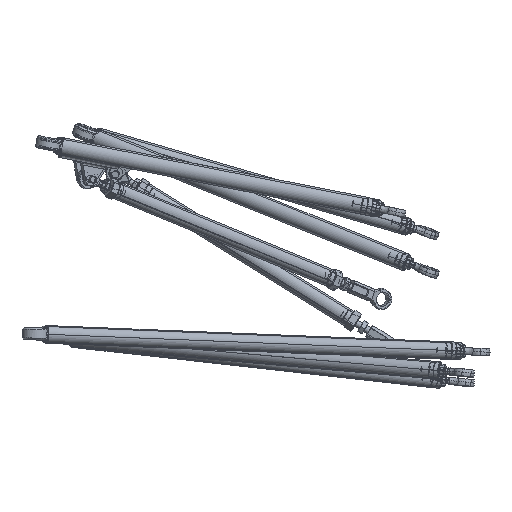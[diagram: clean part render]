
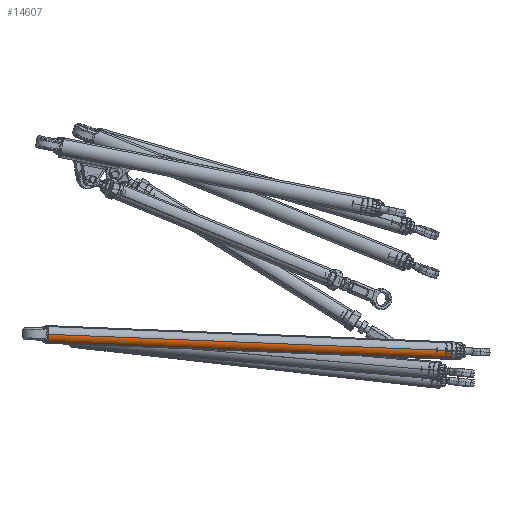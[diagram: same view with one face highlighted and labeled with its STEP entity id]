
A CAD part, front view. The second image highlights one B-rep face of the part: STEP entity #14607.
In plain terms, the highlighted cylindrical face has radius 7.938 mm (diameter 15.875 mm), a partial arc.
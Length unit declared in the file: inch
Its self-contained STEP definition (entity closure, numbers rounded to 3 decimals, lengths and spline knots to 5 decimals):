
#117 = CARTESIAN_POINT ( 'NONE',  ( -23.66303, -60.28238, 4.40213 ) ) ;
#268 = CARTESIAN_POINT ( 'NONE',  ( -23.64582, -60.52765, 4.44622 ) ) ;
#391 = VERTEX_POINT ( 'NONE', #10063 ) ;
#765 = CARTESIAN_POINT ( 'NONE',  ( -23.69531, -60.6789, 4.7105 ) ) ;
#773 = CARTESIAN_POINT ( 'NONE',  ( -22.26911, -59.81155, 4.52973 ) ) ;
#790 = CARTESIAN_POINT ( 'NONE',  ( -23.69594, -60.67901, 4.69671 ) ) ;
#1630 = CARTESIAN_POINT ( 'NONE',  ( -25.58027, -61.01734, 4.78674 ) ) ;
#1993 = CYLINDRICAL_SURFACE ( 'NONE', #17048, 0.3125 ) ;
#2076 = VERTEX_POINT ( 'NONE', #16904 ) ;
#2087 = CARTESIAN_POINT ( 'NONE',  ( -22.15043, -59.77207, 4.58471 ) ) ;
#2185 = CARTESIAN_POINT ( 'NONE',  ( -22.30038, -59.82202, 4.51999 ) ) ;
#2226 = EDGE_CURVE ( 'NONE', #7323, #16802, #11387, .T. ) ;
#2400 =( BOUNDED_CURVE ( )  B_SPLINE_CURVE ( 3, ( #19422, #7263, #2538, #10469 ),
 .UNSPECIFIED., .F., .T. ) 
 B_SPLINE_CURVE_WITH_KNOTS ( ( 4, 4 ),
 ( 1.79639, 2.67502 ),
 .UNSPECIFIED. ) 
 CURVE ( )  GEOMETRIC_REPRESENTATION_ITEM ( )  RATIONAL_B_SPLINE_CURVE ( ( 1., 0.937, 0.937, 1. ) ) 
 REPRESENTATION_ITEM ( '' )  );
#2444 = DIRECTION ( 'NONE',  ( -0.177, 0.984, 0. ) ) ;
#2538 = CARTESIAN_POINT ( 'NONE',  ( -22.60185, -59.92311, 4.43879 ) ) ;
#3282 = CARTESIAN_POINT ( 'NONE',  ( -23.63782, -60.44341, 4.40696 ) ) ;
#3336 = VERTEX_POINT ( 'NONE', #19214 ) ;
#3387 = CARTESIAN_POINT ( 'NONE',  ( -23.654, -60.56487, 4.47383 ) ) ;
#3465 = EDGE_CURVE ( 'NONE', #2076, #391, #12156, .T. ) ;
#3481 = CARTESIAN_POINT ( 'NONE',  ( -23.67054, -60.61717, 4.5293 ) ) ;
#3888 = CARTESIAN_POINT ( 'NONE',  ( -23.67402, -60.62616, 4.54186 ) ) ;
#3908 = CARTESIAN_POINT ( 'NONE',  ( -23.68781, -60.65861, 4.60283 ) ) ;
#4266 = DIRECTION ( 'NONE',  ( 0.983, 0.177, -0.04 ) ) ;
#4671 = CARTESIAN_POINT ( 'NONE',  ( -9.28452, -58.09142, 4.1276 ) ) ;
#4735 = CARTESIAN_POINT ( 'NONE',  ( -23.65422, -60.31207, 4.39623 ) ) ;
#4898 = CARTESIAN_POINT ( 'NONE',  ( -23.6402, -60.48725, 4.42388 ) ) ;
#5001 = CARTESIAN_POINT ( 'NONE',  ( -23.64846, -60.33564, 4.39358 ) ) ;
#5740 = EDGE_CURVE ( 'NONE', #2076, #3336, #2400, .T. ) ;
#6131 = ORIENTED_EDGE ( 'NONE', *, *, #10242, .F. ) ;
#6201 = CARTESIAN_POINT ( 'NONE',  ( -23.65215, -60.32055, 4.39523 ) ) ;
#6244 = CARTESIAN_POINT ( 'NONE',  ( -23.66257, -60.28377, 4.40177 ) ) ;
#6513 = CARTESIAN_POINT ( 'NONE',  ( -25.6355, -60.70976, 4.78674 ) ) ;
#6617 = CARTESIAN_POINT ( 'NONE',  ( -23.67729, -60.63418, 4.55491 ) ) ;
#6799 = CARTESIAN_POINT ( 'NONE',  ( -22.1107, -59.75938, 4.64193 ) ) ;
#7263 = CARTESIAN_POINT ( 'NONE',  ( -23.07683, -60.0836, 4.39959 ) ) ;
#7323 = VERTEX_POINT ( 'NONE', #17710 ) ;
#7451 = EDGE_CURVE ( 'NONE', #3336, #7323, #15390, .T. ) ;
#7705 = B_SPLINE_CURVE_WITH_KNOTS ( 'NONE', 3,
 ( #6617, #8213, #15952, #3908, #12748, #11239, #9920, #18974, #790, #16053 ),
 .UNSPECIFIED., .F., .F.,
 ( 4, 2, 2, 2, 4 ),
 ( 0.02147, 0.02251, 0.02355, 0.02459, 0.02564 ),
 .UNSPECIFIED. ) ;
#7710 = VERTEX_POINT ( 'NONE', #12322 ) ;
#7904 = CARTESIAN_POINT ( 'NONE',  ( -23.63899, -60.47305, 4.4176 ) ) ;
#8198 = CARTESIAN_POINT ( 'NONE',  ( -22.21103, -59.79216, 4.55164 ) ) ;
#8213 = CARTESIAN_POINT ( 'NONE',  ( -23.68017, -60.64118, 4.56631 ) ) ;
#8293 = CARTESIAN_POINT ( 'NONE',  ( -22.17544, -59.78033, 4.56889 ) ) ;
#8435 = ORIENTED_EDGE ( 'NONE', *, *, #19672, .F. ) ;
#8513 = DIRECTION ( 'NONE',  ( 0.983, 0.177, -0.04 ) ) ;
#8564 = CARTESIAN_POINT ( 'NONE',  ( -9.39497, -57.47626, 4.1276 ) ) ;
#8924 = ORIENTED_EDGE ( 'NONE', *, *, #3465, .F. ) ;
#9164 = CARTESIAN_POINT ( 'NONE',  ( -23.65215, -60.32055, 4.39523 ) ) ;
#9318 = CARTESIAN_POINT ( 'NONE',  ( -23.64094, -60.38227, 4.39459 ) ) ;
#9663 = VERTEX_POINT ( 'NONE', #765 ) ;
#9776 = DIRECTION ( 'NONE',  ( 0.983, 0.177, -0.04 ) ) ;
#9920 = CARTESIAN_POINT ( 'NONE',  ( -23.69464, -60.67414, 4.65545 ) ) ;
#10063 = CARTESIAN_POINT ( 'NONE',  ( -23.65215, -60.32055, 4.39523 ) ) ;
#10076 = CARTESIAN_POINT ( 'NONE',  ( -9.33974, -57.78384, 4.1276 ) ) ;
#10242 = EDGE_CURVE ( 'NONE', #9663, #16474, #10471, .T. ) ;
#10469 = CARTESIAN_POINT ( 'NONE',  ( -22.32829, -59.83137, 4.51228 ) ) ;
#10471 = LINE ( 'NONE', #1630, #16352 ) ;
#10814 = CARTESIAN_POINT ( 'NONE',  ( -23.64547, -60.35103, 4.39309 ) ) ;
#11232 = FACE_OUTER_BOUND ( 'NONE', #19069, .T. ) ;
#11239 = CARTESIAN_POINT ( 'NONE',  ( -23.69341, -60.6712, 4.64208 ) ) ;
#11331 = CARTESIAN_POINT ( 'NONE',  ( -22.11185, -59.75959, 4.62891 ) ) ;
#11387 = LINE ( 'NONE', #15992, #12610 ) ;
#12110 = EDGE_CURVE ( 'NONE', #391, #7710, #17667, .T. ) ;
#12156 = B_SPLINE_CURVE_WITH_KNOTS ( 'NONE', 3,
 ( #117, #6244, #16792, #18398, #18584, #4735, #12276, #9164 ),
 .UNSPECIFIED., .F., .F.,
 ( 4, 1, 1, 1, 1, 4 ),
 ( -1., -0.88784, -0.77568, -0.55137, -0.10273, 0. ),
 .UNSPECIFIED. ) ;
#12276 = CARTESIAN_POINT ( 'NONE',  ( -23.65246, -60.31922, 4.39539 ) ) ;
#12322 = CARTESIAN_POINT ( 'NONE',  ( -23.67729, -60.63418, 4.55491 ) ) ;
#12348 = ORIENTED_EDGE ( 'NONE', *, *, #7451, .T. ) ;
#12530 = CARTESIAN_POINT ( 'NONE',  ( -23.651, -60.55279, 4.46401 ) ) ;
#12610 = VECTOR ( 'NONE', #9776, 39.37008 ) ;
#12632 = CARTESIAN_POINT ( 'NONE',  ( -22.31451, -59.82675, 4.51598 ) ) ;
#12748 = CARTESIAN_POINT ( 'NONE',  ( -23.69, -60.66345, 4.61579 ) ) ;
#12835 = CARTESIAN_POINT ( 'NONE',  ( -22.18787, -59.78446, 4.5625 ) ) ;
#14033 = CARTESIAN_POINT ( 'NONE',  ( -23.64361, -60.51455, 4.43818 ) ) ;
#14324 = ORIENTED_EDGE ( 'NONE', *, *, #2226, .T. ) ;
#14437 = CARTESIAN_POINT ( 'NONE',  ( -22.1184, -59.76164, 4.61641 ) ) ;
#14607 = ADVANCED_FACE ( 'NONE', ( #11232 ), #1993, .T. ) ;
#14756 = CIRCLE ( 'NONE', #16351, 0.3125 ) ;
#14799 = DIRECTION ( 'NONE',  ( -0.983, -0.177, 0.04 ) ) ;
#15390 = B_SPLINE_CURVE_WITH_KNOTS ( 'NONE', 3,
 ( #17344, #12632, #2185, #773, #19065, #19156, #8198, #12835, #8293, #2087, #17237, #14437, #11331, #6799 ),
 .UNSPECIFIED., .F., .F.,
 ( 4, 2, 2, 2, 2, 2, 4 ),
 ( 3.17888, 3.46957, 3.76027, 3.90562, 4.05096, 4.19631, 4.33383 ),
 .UNSPECIFIED. ) ;
#15441 = CARTESIAN_POINT ( 'NONE',  ( -23.63945, -60.39771, 4.39655 ) ) ;
#15936 = CARTESIAN_POINT ( 'NONE',  ( -23.67729, -60.63418, 4.55491 ) ) ;
#15947 = DIRECTION ( 'NONE',  ( -0.177, 0.984, 0. ) ) ;
#15952 = CARTESIAN_POINT ( 'NONE',  ( -23.6829, -60.64748, 4.57815 ) ) ;
#15992 = CARTESIAN_POINT ( 'NONE',  ( -25.69073, -60.40218, 4.78674 ) ) ;
#16053 = CARTESIAN_POINT ( 'NONE',  ( -23.69531, -60.6789, 4.7105 ) ) ;
#16351 = AXIS2_PLACEMENT_3D ( 'NONE', #10076, #14799, #2444 ) ;
#16352 = VECTOR ( 'NONE', #4266, 39.37008 ) ;
#16474 = VERTEX_POINT ( 'NONE', #4671 ) ;
#16770 = EDGE_CURVE ( 'NONE', #16802, #16474, #14756, .T. ) ;
#16792 = CARTESIAN_POINT ( 'NONE',  ( -23.66167, -60.28656, 4.40109 ) ) ;
#16802 = VERTEX_POINT ( 'NONE', #8564 ) ;
#16904 = CARTESIAN_POINT ( 'NONE',  ( -23.66303, -60.28238, 4.40213 ) ) ;
#17044 = CARTESIAN_POINT ( 'NONE',  ( -23.63789, -60.42824, 4.40272 ) ) ;
#17048 = AXIS2_PLACEMENT_3D ( 'NONE', #6513, #8513, #15947 ) ;
#17234 = CARTESIAN_POINT ( 'NONE',  ( -23.66372, -60.59777, 4.50576 ) ) ;
#17237 = CARTESIAN_POINT ( 'NONE',  ( -22.13775, -59.7679, 4.59423 ) ) ;
#17344 = CARTESIAN_POINT ( 'NONE',  ( -22.32829, -59.83137, 4.51228 ) ) ;
#17393 = ORIENTED_EDGE ( 'NONE', *, *, #16770, .T. ) ;
#17667 = B_SPLINE_CURVE_WITH_KNOTS ( 'NONE', 3,
 ( #6201, #5001, #10814, #9318, #15441, #17044, #3282, #7904, #4898, #14033, #268, #12530, #3387, #18648, #17234, #3481, #3888, #15936 ),
 .UNSPECIFIED., .F., .F.,
 ( 4, 2, 2, 2, 2, 2, 2, 2, 4 ),
 ( 0.00102, 0.00222, 0.00343, 0.00463, 0.00584, 0.00704, 0.00824, 0.00945, 0.01065 ),
 .UNSPECIFIED. ) ;
#17710 = CARTESIAN_POINT ( 'NONE',  ( -22.1107, -59.75938, 4.64193 ) ) ;
#18116 = ORIENTED_EDGE ( 'NONE', *, *, #12110, .F. ) ;
#18398 = CARTESIAN_POINT ( 'NONE',  ( -23.6599, -60.29219, 4.39981 ) ) ;
#18584 = CARTESIAN_POINT ( 'NONE',  ( -23.65692, -60.30211, 4.39778 ) ) ;
#18648 = CARTESIAN_POINT ( 'NONE',  ( -23.66035, -60.58732, 4.49468 ) ) ;
#18974 = CARTESIAN_POINT ( 'NONE',  ( -23.69591, -60.67805, 4.6827 ) ) ;
#19065 = CARTESIAN_POINT ( 'NONE',  ( -22.25197, -59.80582, 4.53539 ) ) ;
#19069 = EDGE_LOOP ( 'NONE', ( #6131, #8435, #18116, #8924, #19292, #12348, #14324, #17393 ) ) ;
#19156 = CARTESIAN_POINT ( 'NONE',  ( -22.22183, -59.79576, 4.54715 ) ) ;
#19214 = CARTESIAN_POINT ( 'NONE',  ( -22.32829, -59.83137, 4.51228 ) ) ;
#19292 = ORIENTED_EDGE ( 'NONE', *, *, #5740, .T. ) ;
#19422 = CARTESIAN_POINT ( 'NONE',  ( -23.66303, -60.28238, 4.40213 ) ) ;
#19672 = EDGE_CURVE ( 'NONE', #7710, #9663, #7705, .T. ) ;
